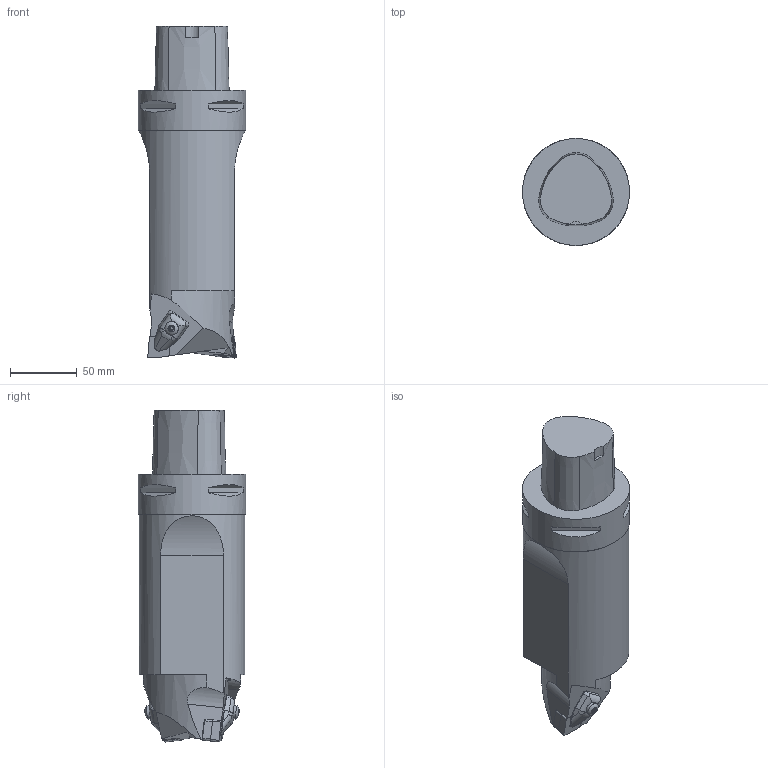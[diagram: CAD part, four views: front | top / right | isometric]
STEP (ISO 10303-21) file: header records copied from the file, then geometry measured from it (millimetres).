
FILE_DESCRIPTION(/* description */ (''),/* implementation_level */ '2;1');
FILE_NAME(/* name */ '1528213617854.stp',/* time_stamp */ '2018-06-05T17:47:05+02:00',/* author */ (''),/* organization */ ('SMS'),/* preprocessor_version */ 'ST-DEVELOPER v15',/* originating_system */ 'SIEMENS PLM Software NX 8.5',/* authorisation */ '');
FILE_SCHEMA (('AUTOMOTIVE_DESIGN { 1 0 10303 214 3 1 1 1 }'));
Length unit declared in the file: millimetre
Products named in the file (4): IsoTurningInsert; 201691739mod000_00; ASSEMBLY_CONSTRUCTION; 201691737mod000_00
Assembly tree (4 placements, depth 2):
  201691737mod000_00
    ASSEMBLY_CONSTRUCTION
    201691739mod000_00
    IsoTurningInsert  x2
Bounding box: 80 x 80 x 247.97 mm (x, y, z)
Volume: 914690.9 mm3; surface area: 66584.7 mm2
Topology: 3 solids, 3 shells, 249 faces, 692 edges, 461 vertices
Faces by surface type: plane 126, cylinder 95, cone 26, sphere 2
Full cylindrical faces by diameter (mm): 2.8 x2, 6.35 x2, 10 x2, 79 x1, 80 x1
Entity records: 7964 total; most frequent: CARTESIAN_POINT 1732, DIRECTION 1315, ORIENTED_EDGE 1284, EDGE_CURVE 642, AXIS2_PLACEMENT_3D 502, VERTEX_POINT 427, LINE 311, VECTOR 311
